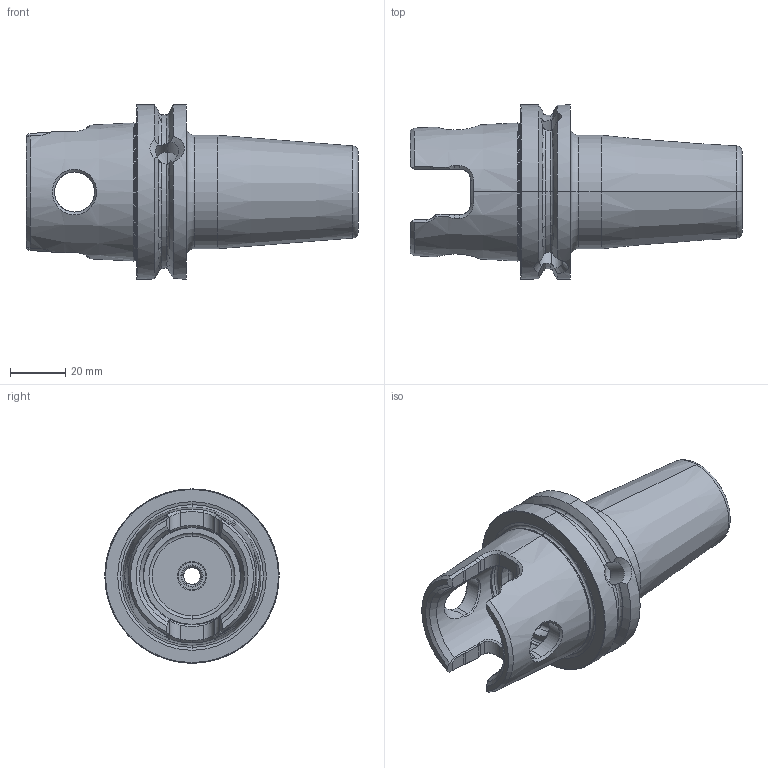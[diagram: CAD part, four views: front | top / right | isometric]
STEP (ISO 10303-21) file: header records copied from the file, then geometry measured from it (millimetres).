
FILE_DESCRIPTION (( 'STEP AP203' ), '1' );
FILE_NAME ('KY6.S18.K01.080.STEP', '2018-02-16T07:09:58', ( 'SWIAdmin' ), ( 'Hewlett-Packard Company' ), 'SwSTEP 2.0', 'SolidWorks 2017', '' );
FILE_SCHEMA (( 'CONFIG_CONTROL_DESIGN' ));
Length unit declared in the file: millimetre
Products named in the file (3): KY6-S18.K01.080_A; ERU-AN5.K01.020_A; KY6.S18.K01.080
Assembly tree (2 placements, depth 2):
  KY6.S18.K01.080
    KY6-S18.K01.080_A
    ERU-AN5.K01.020_A
Bounding box: 119.95 x 62.95 x 62.95 mm (x, y, z)
Volume: 135126.2 mm3; surface area: 31373.5 mm2
Topology: 2 solids, 2 shells, 277 faces, 696 edges, 422 vertices
Faces by surface type: plane 79, cylinder 60, cone 58, bspline 50, torus 30
Entity records: 11194 total; most frequent: CARTESIAN_POINT 4880, ORIENTED_EDGE 1380, DIRECTION 1066, EDGE_CURVE 690, AXIS2_PLACEMENT_3D 431, VERTEX_POINT 422, EDGE_LOOP 290, B_SPLINE_CURVE_WITH_KNOTS 287
